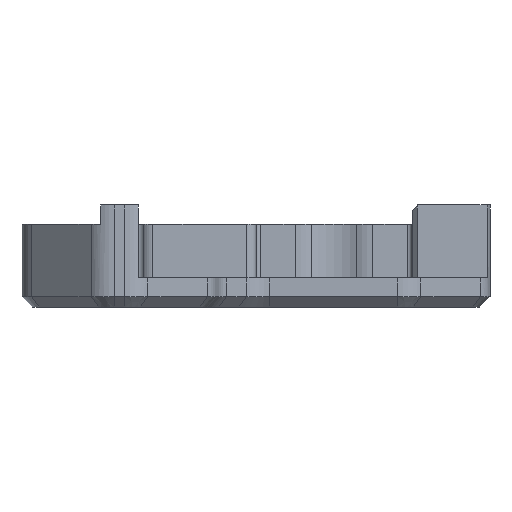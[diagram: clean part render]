
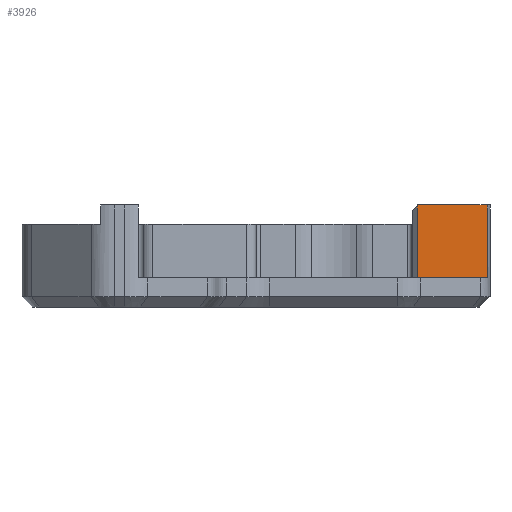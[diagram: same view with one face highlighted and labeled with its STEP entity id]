
A CAD part, left-side view. The second image highlights one B-rep face of the part: STEP entity #3926.
In plain terms, the highlighted planar face has unit normal (-1, 0, 0).
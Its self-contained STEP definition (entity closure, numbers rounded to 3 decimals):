
#380=FACE_OUTER_BOUND('',#599,.T.);
#599=EDGE_LOOP('',(#2614,#2615,#2616,#2617));
#833=LINE('',#5896,#1211);
#842=LINE('',#5914,#1220);
#844=LINE('',#5922,#1222);
#845=LINE('',#5923,#1223);
#1211=VECTOR('',#4612,10.);
#1220=VECTOR('',#4627,10.);
#1222=VECTOR('',#4635,10.);
#1223=VECTOR('',#4636,10.);
#1589=VERTEX_POINT('',#5893);
#1590=VERTEX_POINT('',#5895);
#1596=VERTEX_POINT('',#5913);
#1599=VERTEX_POINT('',#5921);
#1987=EDGE_CURVE('',#1589,#1590,#833,.T.);
#1996=EDGE_CURVE('',#1590,#1596,#842,.T.);
#2000=EDGE_CURVE('',#1589,#1599,#844,.T.);
#2001=EDGE_CURVE('',#1596,#1599,#845,.T.);
#2614=ORIENTED_EDGE('',*,*,#1987,.F.);
#2615=ORIENTED_EDGE('',*,*,#2000,.T.);
#2616=ORIENTED_EDGE('',*,*,#2001,.F.);
#2617=ORIENTED_EDGE('',*,*,#1996,.F.);
#3819=PLANE('',#4161);
#3926=ADVANCED_FACE('',(#380),#3819,.F.);
#4161=AXIS2_PLACEMENT_3D('',#5920,#4633,#4634);
#4612=DIRECTION('',(0.,0.,1.));
#4627=DIRECTION('',(0.,-1.,0.));
#4633=DIRECTION('center_axis',(1.,0.,0.));
#4634=DIRECTION('ref_axis',(0.,-1.,0.));
#4635=DIRECTION('',(0.,-1.,0.));
#4636=DIRECTION('',(0.,0.,-1.));
#5893=CARTESIAN_POINT('',(85.251,-25.601,3.));
#5895=CARTESIAN_POINT('',(85.251,-25.601,8.6));
#5896=CARTESIAN_POINT('',(85.251,-25.601,5.021));
#5913=CARTESIAN_POINT('',(85.251,-30.977,8.6));
#5914=CARTESIAN_POINT('',(85.251,-14.949,8.6));
#5920=CARTESIAN_POINT('Origin',(85.251,-25.201,7.2));
#5921=CARTESIAN_POINT('',(85.251,-30.977,3.));
#5922=CARTESIAN_POINT('',(85.251,-4.151,3.));
#5923=CARTESIAN_POINT('',(85.251,-30.977,1.305));
